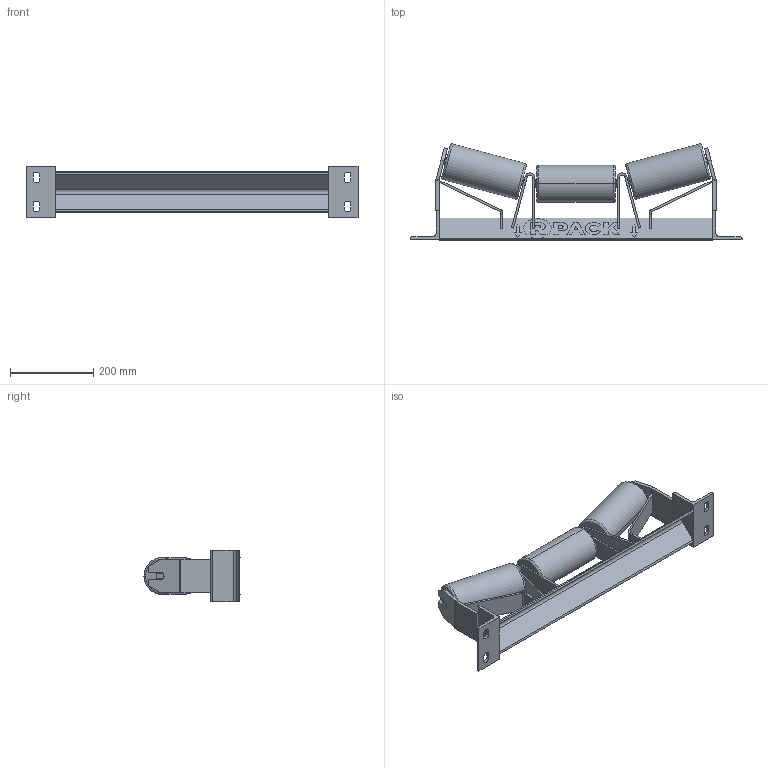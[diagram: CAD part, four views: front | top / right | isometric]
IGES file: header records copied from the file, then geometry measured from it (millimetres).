
Start section: SolidWorks IGES file using analytic representation for surfaces
Global section: file name: SUPPORT SRC 53300 E135 B500 15° axe Ø20 Rouleau Ø89 sans pincement.igs; native system: SolidWorks 2019; preprocessor: SolidWorks 2019; author: guillaume; date: 200228.103345; units: millimetre
Bounding box: 800 x 231.55 x 125 mm (x, y, z)
Volume: 1226734.6 mm3; surface area: 806045.1 mm2
Topology: 9 solids, 15 shells, 349 faces, 858 edges, 552 vertices
Faces by surface type: plane 241, revolution 91, bspline 17
